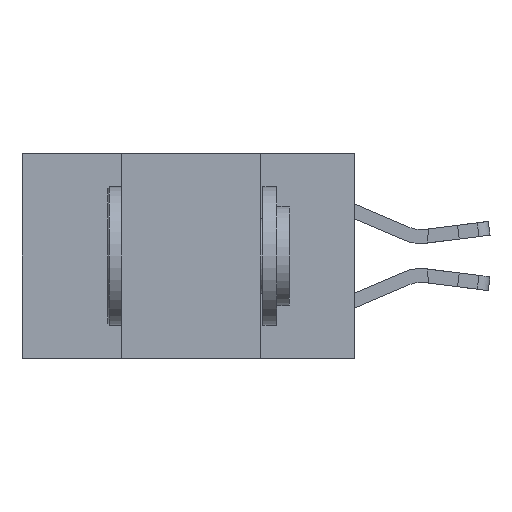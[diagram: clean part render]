
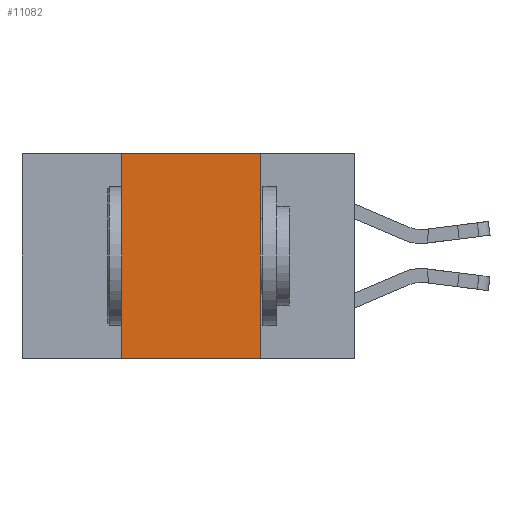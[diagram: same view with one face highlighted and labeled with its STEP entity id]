
A CAD part, left-side view. The second image highlights one B-rep face of the part: STEP entity #11082.
In plain terms, the highlighted planar face has unit normal (-1, 0, 0).
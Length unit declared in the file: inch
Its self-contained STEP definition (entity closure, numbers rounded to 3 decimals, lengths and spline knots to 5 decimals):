
#130 = CARTESIAN_POINT ( 'NONE',  ( 0., 0.17, 0. ) ) ;
#636 = EDGE_LOOP ( 'NONE', ( #728, #4040, #10792, #4429 ) ) ;
#678 = VECTOR ( 'NONE', #15342, 39.37008 ) ;
#728 = ORIENTED_EDGE ( 'NONE', *, *, #14396, .F. ) ;
#1088 = LINE ( 'NONE', #3974, #7365 ) ;
#2262 = VERTEX_POINT ( 'NONE', #130 ) ;
#2645 = FACE_OUTER_BOUND ( 'NONE', #636, .T. ) ;
#2781 = CARTESIAN_POINT ( 'NONE',  ( 0., 0.6, 0. ) ) ;
#3974 = CARTESIAN_POINT ( 'NONE',  ( 0., 0.6, -0.37 ) ) ;
#4040 = ORIENTED_EDGE ( 'NONE', *, *, #11680, .F. ) ;
#4326 = LINE ( 'NONE', #4354, #14429 ) ;
#4354 = CARTESIAN_POINT ( 'NONE',  ( 0., 0.17, 0. ) ) ;
#4429 = ORIENTED_EDGE ( 'NONE', *, *, #10709, .T. ) ;
#4519 = DIRECTION ( 'NONE',  ( 0., 0., 1. ) ) ;
#5235 = DIRECTION ( 'NONE',  ( 0., -1., 0. ) ) ;
#5583 = EDGE_CURVE ( 'NONE', #9420, #9222, #15158, .T. ) ;
#5611 = DIRECTION ( 'NONE',  ( 0., 0., -1. ) ) ;
#5898 = CARTESIAN_POINT ( 'NONE',  ( 0., 0.6, 0. ) ) ;
#6265 = VECTOR ( 'NONE', #4519, 39.37008 ) ;
#7154 = PLANE ( 'NONE',  #15527 ) ;
#7365 = VECTOR ( 'NONE', #5235, 39.37008 ) ;
#7789 = CARTESIAN_POINT ( 'NONE',  ( 0., 0.17, -0.37 ) ) ;
#8425 = DIRECTION ( 'NONE',  ( 0., 0., -1. ) ) ;
#9222 = VERTEX_POINT ( 'NONE', #13813 ) ;
#9420 = VERTEX_POINT ( 'NONE', #14135 ) ;
#10326 = LINE ( 'NONE', #2781, #678 ) ;
#10709 = EDGE_CURVE ( 'NONE', #9420, #15584, #1088, .T. ) ;
#10792 = ORIENTED_EDGE ( 'NONE', *, *, #5583, .F. ) ;
#11082 = ADVANCED_FACE ( 'NONE', ( #2645 ), #7154, .F. ) ;
#11680 = EDGE_CURVE ( 'NONE', #9222, #2262, #10326, .T. ) ;
#13813 = CARTESIAN_POINT ( 'NONE',  ( 0., 0.42, 0. ) ) ;
#14135 = CARTESIAN_POINT ( 'NONE',  ( 0., 0.42, -0.37 ) ) ;
#14396 = EDGE_CURVE ( 'NONE', #2262, #15584, #4326, .T. ) ;
#14429 = VECTOR ( 'NONE', #5611, 39.37008 ) ;
#15158 = LINE ( 'NONE', #15448, #6265 ) ;
#15342 = DIRECTION ( 'NONE',  ( 0., -1., 0. ) ) ;
#15448 = CARTESIAN_POINT ( 'NONE',  ( 0., 0.42, 0. ) ) ;
#15527 = AXIS2_PLACEMENT_3D ( 'NONE', #5898, #15999, #8425 ) ;
#15584 = VERTEX_POINT ( 'NONE', #7789 ) ;
#15999 = DIRECTION ( 'NONE',  ( 1., 0., 0. ) ) ;
